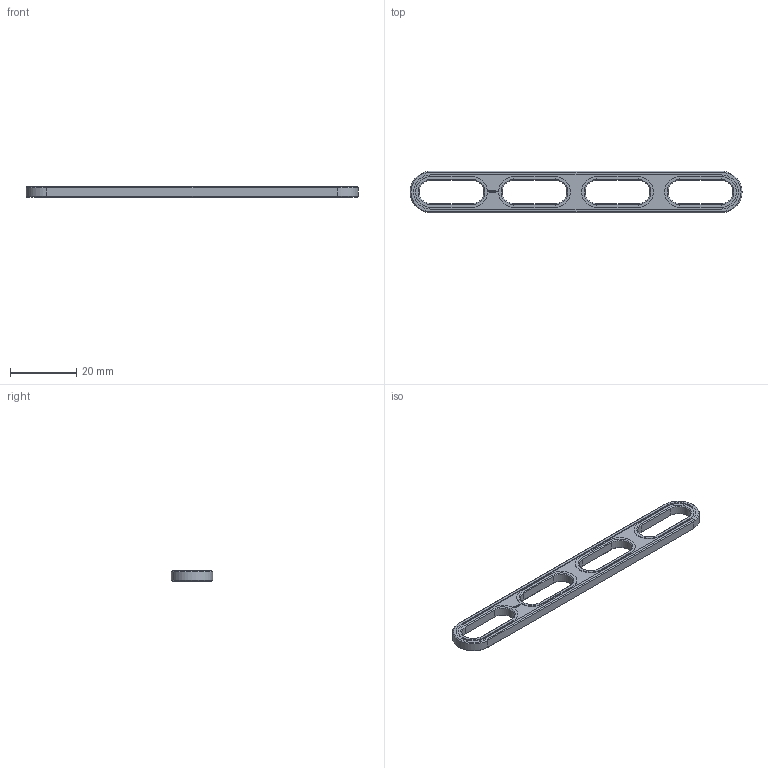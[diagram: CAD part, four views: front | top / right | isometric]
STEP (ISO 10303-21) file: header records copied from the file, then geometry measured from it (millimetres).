
FILE_DESCRIPTION(('FreeCAD Model'),'2;1');
FILE_NAME('Open CASCADE Shape Model','2021-03-27T16:50:46',(''),(''), 'Open CASCADE STEP processor 7.4','FreeCAD','Unknown');
FILE_SCHEMA(('AUTOMOTIVE_DESIGN { 1 0 10303 214 1 1 1 1 }'));
Length unit declared in the file: millimetre
Products named in the file (1): Brace_STR_SLT_SQT_ERR_BU08x01x00.25x02_-_SPN-BRC-0422_(stemfie.org)
Bounding box: 100 x 12.5 x 3.12 mm (x, y, z)
Volume: 2138.5 mm3; surface area: 2627 mm2
Topology: 1 solids, 1 shells, 602 faces, 1635 edges, 1070 vertices
Faces by surface type: plane 388, extrusion 174, cone 20, cylinder 20
Entity records: 41257 total; most frequent: CARTESIAN_POINT 9773, DIRECTION 5115, VECTOR 4073, LINE 3899, ORIENTED_EDGE 3270, PCURVE 3270, DEFINITIONAL_REPRESENTATION 3270, EDGE_CURVE 1635
